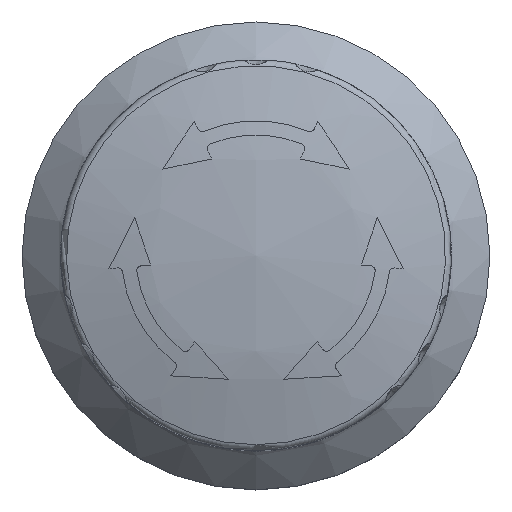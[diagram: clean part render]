
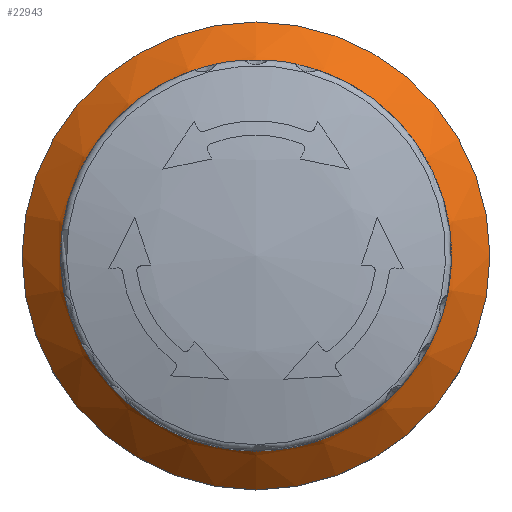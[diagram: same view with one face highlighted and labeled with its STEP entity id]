
A CAD part, top view. The second image highlights one B-rep face of the part: STEP entity #22943.
In plain terms, the highlighted conical face has half-angle 45 degrees and reference radius 11.963 mm.
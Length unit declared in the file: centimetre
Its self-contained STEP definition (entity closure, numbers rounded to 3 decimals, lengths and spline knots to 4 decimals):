
#4817=CONICAL_SURFACE('',#24692,1.1962,45.);
#5092=FACE_BOUND('',#7803,.T.);
#6512=FACE_OUTER_BOUND('',#7802,.T.);
#7802=EDGE_LOOP('',(#20405));
#7803=EDGE_LOOP('',(#20406));
#8470=CIRCLE('',#24691,1.4);
#8471=CIRCLE('',#24693,0.9925);
#10642=VERTEX_POINT('',#40596);
#10643=VERTEX_POINT('',#40599);
#13930=EDGE_CURVE('',#10642,#10642,#8470,.T.);
#13931=EDGE_CURVE('',#10643,#10643,#8471,.T.);
#20405=ORIENTED_EDGE('',*,*,#13930,.F.);
#20406=ORIENTED_EDGE('',*,*,#13931,.T.);
#22943=ADVANCED_FACE('',(#6512,#5092),#4817,.T.);
#24691=AXIS2_PLACEMENT_3D('',#40597,#30199,#30200);
#24692=AXIS2_PLACEMENT_3D('',#40598,#30201,#30202);
#24693=AXIS2_PLACEMENT_3D('',#40600,#30203,#30204);
#30199=DIRECTION('center_axis',(0.,0.,
-1.));
#30200=DIRECTION('ref_axis',(0.,-1.,0.));
#30201=DIRECTION('center_axis',(0.,0.,
-1.));
#30202=DIRECTION('ref_axis',(0.,-1.,0.));
#30203=DIRECTION('center_axis',(0.,0.,
-1.));
#30204=DIRECTION('ref_axis',(0.,-1.,0.));
#40596=CARTESIAN_POINT('',(0.,-1.4,1.035));
#40597=CARTESIAN_POINT('Origin',(0.,0.,
1.035));
#40598=CARTESIAN_POINT('Origin',(0.,0.,
1.2387));
#40599=CARTESIAN_POINT('',(0.,-0.9925,1.4425));
#40600=CARTESIAN_POINT('Origin',(0.,0.,
1.4425));
